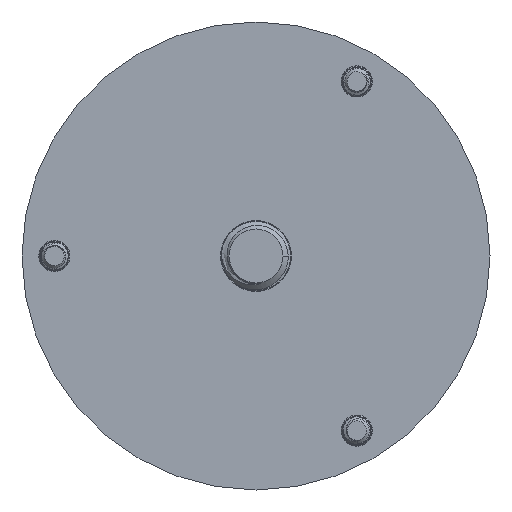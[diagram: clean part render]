
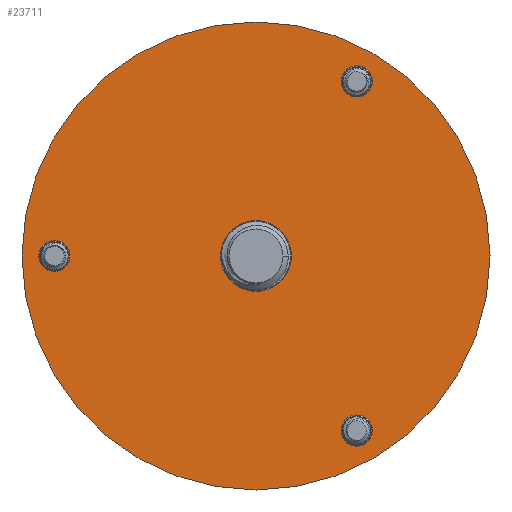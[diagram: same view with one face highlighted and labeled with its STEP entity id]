
A CAD part, front view. The second image highlights one B-rep face of the part: STEP entity #23711.
In plain terms, the highlighted planar face has unit normal (0, -1, 0).
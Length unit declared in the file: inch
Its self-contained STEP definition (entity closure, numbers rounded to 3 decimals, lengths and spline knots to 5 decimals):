
#204 = CARTESIAN_POINT ( 'NONE',  ( 0., 0., 0.32 ) ) ;
#926 = VERTEX_POINT ( 'NONE', #17961 ) ;
#2701 = DIRECTION ( 'NONE',  ( 0., 0., 1. ) ) ;
#2777 = VERTEX_POINT ( 'NONE', #21493 ) ;
#2793 = AXIS2_PLACEMENT_3D ( 'NONE', #7200, #9142, #18857 ) ;
#2818 = CIRCLE ( 'NONE', #9442, 2.116 ) ;
#3867 = CIRCLE ( 'NONE', #23616, 0.1405 ) ;
#3942 = CARTESIAN_POINT ( 'NONE',  ( 0., 0., 0. ) ) ;
#4230 = CIRCLE ( 'NONE', #15961, 0.32 ) ;
#4496 = EDGE_CURVE ( 'NONE', #17074, #22837, #4230, .T. ) ;
#4681 = CARTESIAN_POINT ( 'NONE',  ( 0., 0., 0. ) ) ;
#4886 = VERTEX_POINT ( 'NONE', #28249 ) ;
#5143 = CARTESIAN_POINT ( 'NONE',  ( 0., 0., 0. ) ) ;
#5683 = FACE_BOUND ( 'NONE', #17823, .T. ) ;
#6161 = AXIS2_PLACEMENT_3D ( 'NONE', #21751, #21904, #17029 ) ;
#7002 = EDGE_CURVE ( 'NONE', #9635, #926, #30237, .T. ) ;
#7200 = CARTESIAN_POINT ( 'NONE',  ( -1.823, 0., 0. ) ) ;
#8184 = ORIENTED_EDGE ( 'NONE', *, *, #7002, .T. ) ;
#8878 = DIRECTION ( 'NONE',  ( 0., 1., 0. ) ) ;
#9037 = ORIENTED_EDGE ( 'NONE', *, *, #11576, .T. ) ;
#9142 = DIRECTION ( 'NONE',  ( 0., 1., 0. ) ) ;
#9442 = AXIS2_PLACEMENT_3D ( 'NONE', #29401, #10045, #19891 ) ;
#9528 = CARTESIAN_POINT ( 'NONE',  ( 0.9115, 0., -1.43826 ) ) ;
#9635 = VERTEX_POINT ( 'NONE', #22714 ) ;
#10045 = DIRECTION ( 'NONE',  ( 0., 1., 0. ) ) ;
#10411 = DIRECTION ( 'NONE',  ( 0., 1., 0. ) ) ;
#10715 = CIRCLE ( 'NONE', #14792, 0.1405 ) ;
#11115 = AXIS2_PLACEMENT_3D ( 'NONE', #24428, #26944, #31408 ) ;
#11478 = ORIENTED_EDGE ( 'NONE', *, *, #13517, .T. ) ;
#11576 = EDGE_CURVE ( 'NONE', #2777, #19919, #10715, .T. ) ;
#11751 = ORIENTED_EDGE ( 'NONE', *, *, #19205, .T. ) ;
#11880 = ORIENTED_EDGE ( 'NONE', *, *, #13572, .T. ) ;
#12616 = CIRCLE ( 'NONE', #11115, 0.1405 ) ;
#12834 = EDGE_LOOP ( 'NONE', ( #30539, #11478 ) ) ;
#12882 = PLANE ( 'NONE',  #15158 ) ;
#13327 = EDGE_CURVE ( 'NONE', #14077, #17170, #2818, .T. ) ;
#13517 = EDGE_CURVE ( 'NONE', #19755, #4886, #23719, .T. ) ;
#13572 = EDGE_CURVE ( 'NONE', #926, #9635, #12616, .T. ) ;
#14077 = VERTEX_POINT ( 'NONE', #24986 ) ;
#14234 = ORIENTED_EDGE ( 'NONE', *, *, #4496, .T. ) ;
#14792 = AXIS2_PLACEMENT_3D ( 'NONE', #18765, #21539, #20928 ) ;
#14951 = ORIENTED_EDGE ( 'NONE', *, *, #28005, .F. ) ;
#15064 = DIRECTION ( 'NONE',  ( 0., 1., 0. ) ) ;
#15158 = AXIS2_PLACEMENT_3D ( 'NONE', #3942, #8878, #30603 ) ;
#15193 = EDGE_CURVE ( 'NONE', #4886, #19755, #17893, .T. ) ;
#15279 = FACE_OUTER_BOUND ( 'NONE', #19236, .T. ) ;
#15961 = AXIS2_PLACEMENT_3D ( 'NONE', #4681, #15064, #19188 ) ;
#16591 = ORIENTED_EDGE ( 'NONE', *, *, #21190, .T. ) ;
#17029 = DIRECTION ( 'NONE',  ( 0., 0., 1. ) ) ;
#17074 = VERTEX_POINT ( 'NONE', #204 ) ;
#17170 = VERTEX_POINT ( 'NONE', #27062 ) ;
#17823 = EDGE_LOOP ( 'NONE', ( #11751, #9037 ) ) ;
#17893 = CIRCLE ( 'NONE', #21888, 0.1405 ) ;
#17961 = CARTESIAN_POINT ( 'NONE',  ( -1.823, 0., -0.1405 ) ) ;
#18242 = DIRECTION ( 'NONE',  ( 0., 1., 0. ) ) ;
#18765 = CARTESIAN_POINT ( 'NONE',  ( 0.9115, 0., -1.57876 ) ) ;
#18857 = DIRECTION ( 'NONE',  ( 0., 0., 1. ) ) ;
#19035 = DIRECTION ( 'NONE',  ( 0., 0., 1. ) ) ;
#19188 = DIRECTION ( 'NONE',  ( 0., 0., 1. ) ) ;
#19205 = EDGE_CURVE ( 'NONE', #19919, #2777, #3867, .T. ) ;
#19236 = EDGE_LOOP ( 'NONE', ( #14951, #25479 ) ) ;
#19699 = FACE_BOUND ( 'NONE', #29165, .T. ) ;
#19711 = CARTESIAN_POINT ( 'NONE',  ( 0.9115, 0., 1.57876 ) ) ;
#19755 = VERTEX_POINT ( 'NONE', #27278 ) ;
#19891 = DIRECTION ( 'NONE',  ( 0., 0., 1. ) ) ;
#19919 = VERTEX_POINT ( 'NONE', #9528 ) ;
#20093 = CARTESIAN_POINT ( 'NONE',  ( 0.9115, 0., 1.57876 ) ) ;
#20252 = DIRECTION ( 'NONE',  ( 0., 0., 1. ) ) ;
#20928 = DIRECTION ( 'NONE',  ( 0., 0., 1. ) ) ;
#21190 = EDGE_CURVE ( 'NONE', #22837, #17074, #29252, .T. ) ;
#21195 = CARTESIAN_POINT ( 'NONE',  ( 0.9115, 0., -1.57876 ) ) ;
#21493 = CARTESIAN_POINT ( 'NONE',  ( 0.9115, 0., -1.71926 ) ) ;
#21539 = DIRECTION ( 'NONE',  ( 0., 1., 0. ) ) ;
#21751 = CARTESIAN_POINT ( 'NONE',  ( 0., 0., 0. ) ) ;
#21881 = CIRCLE ( 'NONE', #6161, 2.116 ) ;
#21888 = AXIS2_PLACEMENT_3D ( 'NONE', #20093, #18242, #20252 ) ;
#21904 = DIRECTION ( 'NONE',  ( 0., 1., 0. ) ) ;
#22206 = AXIS2_PLACEMENT_3D ( 'NONE', #19711, #24271, #2701 ) ;
#22344 = FACE_BOUND ( 'NONE', #30487, .T. ) ;
#22714 = CARTESIAN_POINT ( 'NONE',  ( -1.823, 0., 0.1405 ) ) ;
#22837 = VERTEX_POINT ( 'NONE', #30718 ) ;
#23616 = AXIS2_PLACEMENT_3D ( 'NONE', #21195, #31030, #19035 ) ;
#23711 = ADVANCED_FACE ( 'NONE', ( #19699, #5683, #24720, #22344, #15279 ), #12882, .F. ) ;
#23719 = CIRCLE ( 'NONE', #22206, 0.1405 ) ;
#24271 = DIRECTION ( 'NONE',  ( 0., 1., 0. ) ) ;
#24428 = CARTESIAN_POINT ( 'NONE',  ( -1.823, 0., 0. ) ) ;
#24720 = FACE_BOUND ( 'NONE', #12834, .T. ) ;
#24986 = CARTESIAN_POINT ( 'NONE',  ( 0., 0., 2.116 ) ) ;
#25479 = ORIENTED_EDGE ( 'NONE', *, *, #13327, .F. ) ;
#26944 = DIRECTION ( 'NONE',  ( 0., 1., 0. ) ) ;
#27062 = CARTESIAN_POINT ( 'NONE',  ( 0., 0., -2.116 ) ) ;
#27278 = CARTESIAN_POINT ( 'NONE',  ( 0.9115, 0., 1.43826 ) ) ;
#27349 = DIRECTION ( 'NONE',  ( 0., 0., 1. ) ) ;
#28005 = EDGE_CURVE ( 'NONE', #17170, #14077, #21881, .T. ) ;
#28249 = CARTESIAN_POINT ( 'NONE',  ( 0.9115, 0., 1.71926 ) ) ;
#29165 = EDGE_LOOP ( 'NONE', ( #14234, #16591 ) ) ;
#29252 = CIRCLE ( 'NONE', #30280, 0.32 ) ;
#29401 = CARTESIAN_POINT ( 'NONE',  ( 0., 0., 0. ) ) ;
#30237 = CIRCLE ( 'NONE', #2793, 0.1405 ) ;
#30280 = AXIS2_PLACEMENT_3D ( 'NONE', #5143, #10411, #27349 ) ;
#30487 = EDGE_LOOP ( 'NONE', ( #8184, #11880 ) ) ;
#30539 = ORIENTED_EDGE ( 'NONE', *, *, #15193, .T. ) ;
#30603 = DIRECTION ( 'NONE',  ( 0., 0., 1. ) ) ;
#30718 = CARTESIAN_POINT ( 'NONE',  ( 0., 0., -0.32 ) ) ;
#31030 = DIRECTION ( 'NONE',  ( 0., 1., 0. ) ) ;
#31408 = DIRECTION ( 'NONE',  ( 0., 0., 1. ) ) ;
